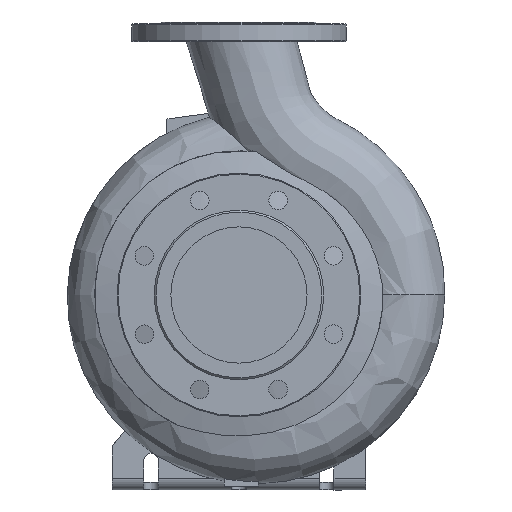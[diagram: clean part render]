
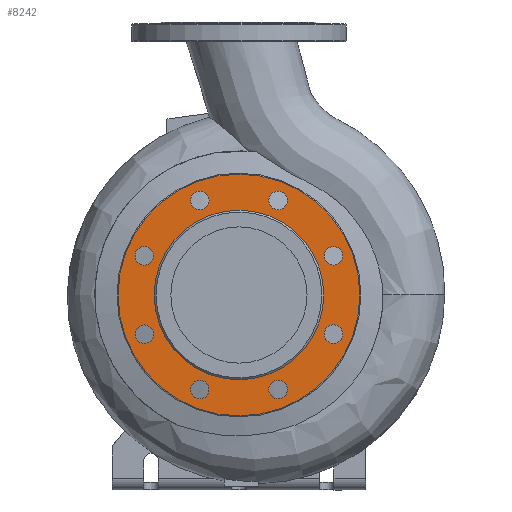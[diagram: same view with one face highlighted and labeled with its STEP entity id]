
A CAD part, left-side view. The second image highlights one B-rep face of the part: STEP entity #8242.
In plain terms, the highlighted planar face has unit normal (-1, 0, 0).
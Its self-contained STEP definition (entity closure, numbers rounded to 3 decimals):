
#236=FACE_BOUND('',#1250,.T.);
#237=FACE_BOUND('',#1251,.T.);
#238=FACE_BOUND('',#1252,.T.);
#239=FACE_BOUND('',#1253,.T.);
#240=FACE_BOUND('',#1254,.T.);
#241=FACE_BOUND('',#1255,.T.);
#242=FACE_BOUND('',#1256,.T.);
#243=FACE_BOUND('',#1257,.T.);
#244=FACE_BOUND('',#1258,.T.);
#349=PLANE('',#8911);
#711=FACE_OUTER_BOUND('',#1249,.T.);
#1249=EDGE_LOOP('',(#6249));
#1250=EDGE_LOOP('',(#6250));
#1251=EDGE_LOOP('',(#6251));
#1252=EDGE_LOOP('',(#6252));
#1253=EDGE_LOOP('',(#6253));
#1254=EDGE_LOOP('',(#6254));
#1255=EDGE_LOOP('',(#6255));
#1256=EDGE_LOOP('',(#6256));
#1257=EDGE_LOOP('',(#6257));
#1258=EDGE_LOOP('',(#6258));
#3128=CIRCLE('',#8886,9.5);
#3130=CIRCLE('',#8889,9.5);
#3132=CIRCLE('',#8892,9.5);
#3134=CIRCLE('',#8895,9.5);
#3136=CIRCLE('',#8898,9.5);
#3138=CIRCLE('',#8901,9.5);
#3140=CIRCLE('',#8904,9.5);
#3142=CIRCLE('',#8907,9.5);
#3143=CIRCLE('',#8909,87.);
#3145=CIRCLE('',#8912,124.);
#3679=VERTEX_POINT('',#12954);
#3681=VERTEX_POINT('',#12959);
#3683=VERTEX_POINT('',#12964);
#3685=VERTEX_POINT('',#12969);
#3687=VERTEX_POINT('',#12974);
#3689=VERTEX_POINT('',#12979);
#3691=VERTEX_POINT('',#12984);
#3693=VERTEX_POINT('',#12989);
#3694=VERTEX_POINT('',#12992);
#3696=VERTEX_POINT('',#12997);
#4626=EDGE_CURVE('',#3679,#3679,#3128,.T.);
#4628=EDGE_CURVE('',#3681,#3681,#3130,.T.);
#4630=EDGE_CURVE('',#3683,#3683,#3132,.T.);
#4632=EDGE_CURVE('',#3685,#3685,#3134,.T.);
#4634=EDGE_CURVE('',#3687,#3687,#3136,.T.);
#4636=EDGE_CURVE('',#3689,#3689,#3138,.T.);
#4638=EDGE_CURVE('',#3691,#3691,#3140,.T.);
#4640=EDGE_CURVE('',#3693,#3693,#3142,.T.);
#4641=EDGE_CURVE('',#3694,#3694,#3143,.T.);
#4643=EDGE_CURVE('',#3696,#3696,#3145,.T.);
#6249=ORIENTED_EDGE('',*,*,#4643,.T.);
#6250=ORIENTED_EDGE('',*,*,#4626,.F.);
#6251=ORIENTED_EDGE('',*,*,#4628,.F.);
#6252=ORIENTED_EDGE('',*,*,#4630,.F.);
#6253=ORIENTED_EDGE('',*,*,#4632,.F.);
#6254=ORIENTED_EDGE('',*,*,#4634,.F.);
#6255=ORIENTED_EDGE('',*,*,#4636,.F.);
#6256=ORIENTED_EDGE('',*,*,#4638,.F.);
#6257=ORIENTED_EDGE('',*,*,#4640,.F.);
#6258=ORIENTED_EDGE('',*,*,#4641,.F.);
#8242=ADVANCED_FACE('',(#711,#236,#237,#238,#239,#240,#241,#242,#243,#244),
#349,.F.);
#8886=AXIS2_PLACEMENT_3D('',#12955,#10319,#10320);
#8889=AXIS2_PLACEMENT_3D('',#12960,#10325,#10326);
#8892=AXIS2_PLACEMENT_3D('',#12965,#10331,#10332);
#8895=AXIS2_PLACEMENT_3D('',#12970,#10337,#10338);
#8898=AXIS2_PLACEMENT_3D('',#12975,#10343,#10344);
#8901=AXIS2_PLACEMENT_3D('',#12980,#10349,#10350);
#8904=AXIS2_PLACEMENT_3D('',#12985,#10355,#10356);
#8907=AXIS2_PLACEMENT_3D('',#12990,#10361,#10362);
#8909=AXIS2_PLACEMENT_3D('',#12993,#10365,#10366);
#8911=AXIS2_PLACEMENT_3D('',#12996,#10369,#10370);
#8912=AXIS2_PLACEMENT_3D('',#12998,#10371,#10372);
#10319=DIRECTION('center_axis',(-1.,0.,0.));
#10320=DIRECTION('ref_axis',(0.,0.707,-0.707));
#10325=DIRECTION('center_axis',(-1.,0.,0.));
#10326=DIRECTION('ref_axis',(0.,1.,0.));
#10331=DIRECTION('center_axis',(-1.,0.,0.));
#10332=DIRECTION('ref_axis',(0.,0.707,0.707));
#10337=DIRECTION('center_axis',(-1.,0.,0.));
#10338=DIRECTION('ref_axis',(0.,0.,
1.));
#10343=DIRECTION('center_axis',(-1.,0.,0.));
#10344=DIRECTION('ref_axis',(0.,-0.707,0.707));
#10349=DIRECTION('center_axis',(-1.,0.,0.));
#10350=DIRECTION('ref_axis',(0.,-1.,0.));
#10355=DIRECTION('center_axis',(-1.,0.,0.));
#10356=DIRECTION('ref_axis',(0.,-0.707,-0.707));
#10361=DIRECTION('center_axis',(-1.,0.,0.));
#10362=DIRECTION('ref_axis',(0.,0.,-1.));
#10365=DIRECTION('center_axis',(-1.,0.,0.));
#10366=DIRECTION('ref_axis',(0.,-1.,0.));
#10369=DIRECTION('center_axis',(1.,0.,0.));
#10370=DIRECTION('ref_axis',(0.,0.,1.));
#10371=DIRECTION('center_axis',(-1.,0.,0.));
#10372=DIRECTION('ref_axis',(0.,-1.,0.));
#12954=CARTESIAN_POINT('',(-123.,-103.725,166.536));
#12955=CARTESIAN_POINT('Origin',(-123.,-97.007,159.818));
#12959=CARTESIAN_POINT('',(-123.,-49.682,102.993));
#12960=CARTESIAN_POINT('Origin',(-123.,-40.182,102.993));
#12964=CARTESIAN_POINT('',(-123.,33.464,96.275));
#12965=CARTESIAN_POINT('Origin',(-123.,40.182,102.993));
#12969=CARTESIAN_POINT('',(-123.,97.007,150.318));
#12970=CARTESIAN_POINT('Origin',(-123.,97.007,159.818));
#12974=CARTESIAN_POINT('',(-123.,103.725,233.464));
#12975=CARTESIAN_POINT('Origin',(-123.,97.007,240.182));
#12979=CARTESIAN_POINT('',(-123.,49.682,297.007));
#12980=CARTESIAN_POINT('Origin',(-123.,40.182,297.007));
#12984=CARTESIAN_POINT('',(-123.,-33.464,303.725));
#12985=CARTESIAN_POINT('Origin',(-123.,-40.182,297.007));
#12989=CARTESIAN_POINT('',(-123.,-97.007,249.682));
#12990=CARTESIAN_POINT('Origin',(-123.,-97.007,240.182));
#12992=CARTESIAN_POINT('',(-123.,-87.,200.));
#12993=CARTESIAN_POINT('Origin',(-123.,0.,200.));
#12996=CARTESIAN_POINT('Origin',(-123.,-105.5,200.));
#12997=CARTESIAN_POINT('',(-123.,-124.,200.));
#12998=CARTESIAN_POINT('Origin',(-123.,0.,200.));
